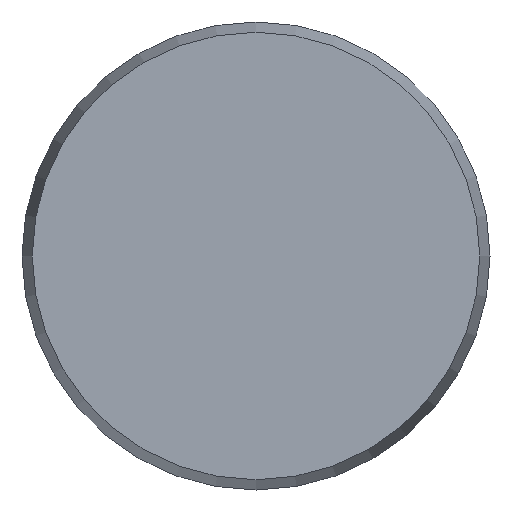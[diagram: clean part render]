
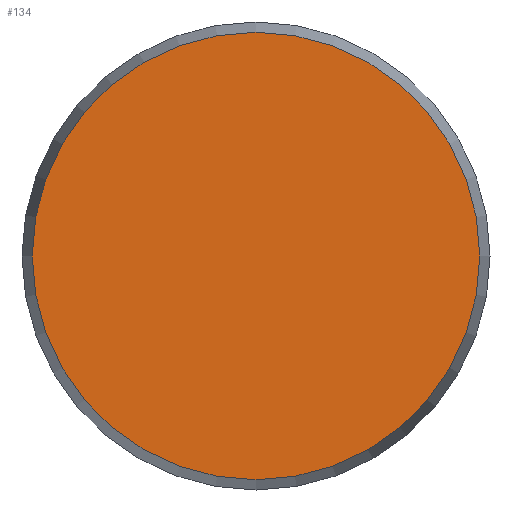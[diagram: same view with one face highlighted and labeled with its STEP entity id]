
A CAD part, front view. The second image highlights one B-rep face of the part: STEP entity #134.
In plain terms, the highlighted planar face has unit normal (0, -1, 0).
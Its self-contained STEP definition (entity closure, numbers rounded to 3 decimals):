
#134 = ADVANCED_FACE( '', ( #280 ), #281, .F. );
#280 = FACE_OUTER_BOUND( '', #455, .T. );
#281 = PLANE( '', #456 );
#455 = EDGE_LOOP( '', ( #741 ) );
#456 = AXIS2_PLACEMENT_3D( '', #742, #743, #744 );
#741 = ORIENTED_EDGE( '', *, *, #876, .T. );
#742 = CARTESIAN_POINT( '', ( 38.25, 0., 0. ) );
#743 = DIRECTION( '', ( 0., 1., 0. ) );
#744 = DIRECTION( '', ( 0., 0., 1. ) );
#876 = EDGE_CURVE( '', #1037, #1037, #1038, .T. );
#1037 = VERTEX_POINT( '', #1347 );
#1038 = CIRCLE( '', #1348, 38.25 );
#1347 = CARTESIAN_POINT( '', ( 0., 0., -38.25 ) );
#1348 = AXIS2_PLACEMENT_3D( '', #1466, #1467, #1468 );
#1466 = CARTESIAN_POINT( '', ( 0., 0., 0. ) );
#1467 = DIRECTION( '', ( 0., -1., 0. ) );
#1468 = DIRECTION( '', ( 0., 0., -1. ) );
